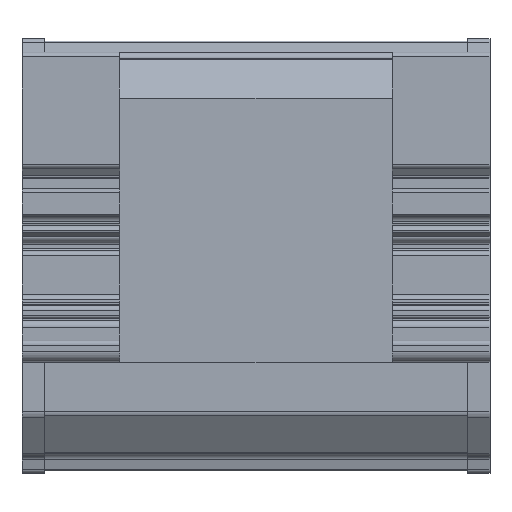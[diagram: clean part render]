
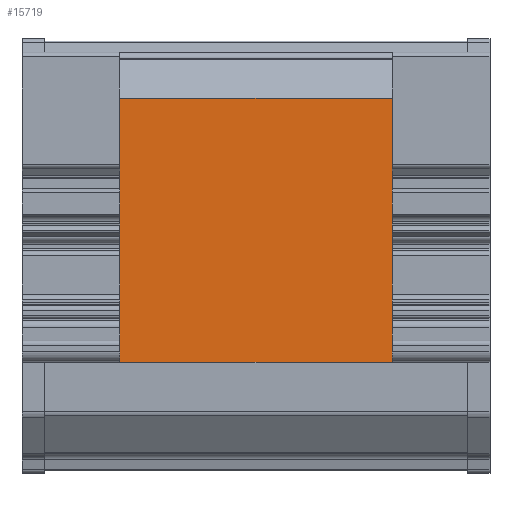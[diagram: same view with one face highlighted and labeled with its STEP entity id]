
A CAD part, front view. The second image highlights one B-rep face of the part: STEP entity #15719.
In plain terms, the highlighted planar face has unit normal (0, -1, 0).
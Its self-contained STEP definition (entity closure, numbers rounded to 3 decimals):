
#453 = CARTESIAN_POINT ( 'NONE',  ( -27.166, 11.076, -11.853 ) ) ;
#538 = LINE ( 'NONE', #18262, #2959 ) ;
#1493 = DIRECTION ( 'NONE',  ( 1., 0., 0. ) ) ;
#2111 = VECTOR ( 'NONE', #10217, 1000. ) ;
#2420 = DIRECTION ( 'NONE',  ( 0., -1., 0. ) ) ;
#2463 = ORIENTED_EDGE ( 'NONE', *, *, #10490, .T. ) ;
#2563 = LINE ( 'NONE', #7375, #2111 ) ;
#2959 = VECTOR ( 'NONE', #11152, 1000. ) ;
#3129 = VERTEX_POINT ( 'NONE', #11181 ) ;
#3544 = EDGE_CURVE ( 'NONE', #7168, #13240, #538, .T. ) ;
#6621 = PLANE ( 'NONE',  #16180 ) ;
#7161 = LINE ( 'NONE', #11661, #14206 ) ;
#7168 = VERTEX_POINT ( 'NONE', #18154 ) ;
#7375 = CARTESIAN_POINT ( 'NONE',  ( 27.166, 11.076, -11.853 ) ) ;
#7387 = ORIENTED_EDGE ( 'NONE', *, *, #17101, .F. ) ;
#7440 = VERTEX_POINT ( 'NONE', #10355 ) ;
#8041 = CARTESIAN_POINT ( 'NONE',  ( -42.244, 11.076, -11.853 ) ) ;
#10217 = DIRECTION ( 'NONE',  ( 0., 0., -1. ) ) ;
#10323 = DIRECTION ( 'NONE',  ( 1., 0., 0. ) ) ;
#10355 = CARTESIAN_POINT ( 'NONE',  ( 27.166, 11.076, -11.853 ) ) ;
#10490 = EDGE_CURVE ( 'NONE', #7168, #3129, #7161, .T. ) ;
#10532 = ORIENTED_EDGE ( 'NONE', *, *, #3544, .F. ) ;
#11152 = DIRECTION ( 'NONE',  ( 0., 0., 1. ) ) ;
#11181 = CARTESIAN_POINT ( 'NONE',  ( 27.166, 11.076, -64.527 ) ) ;
#11661 = CARTESIAN_POINT ( 'NONE',  ( -42.244, 11.076, -64.527 ) ) ;
#12296 = DIRECTION ( 'NONE',  ( 0., 0., -1. ) ) ;
#13240 = VERTEX_POINT ( 'NONE', #453 ) ;
#13365 = LINE ( 'NONE', #16991, #17112 ) ;
#14206 = VECTOR ( 'NONE', #10323, 1000. ) ;
#15719 = ADVANCED_FACE ( 'NONE', ( #18265 ), #6621, .T. ) ;
#16180 = AXIS2_PLACEMENT_3D ( 'NONE', #8041, #2420, #12296 ) ;
#16318 = ORIENTED_EDGE ( 'NONE', *, *, #16650, .F. ) ;
#16650 = EDGE_CURVE ( 'NONE', #7440, #3129, #2563, .T. ) ;
#16991 = CARTESIAN_POINT ( 'NONE',  ( -42.244, 11.076, -11.853 ) ) ;
#17101 = EDGE_CURVE ( 'NONE', #13240, #7440, #13365, .T. ) ;
#17112 = VECTOR ( 'NONE', #1493, 1000. ) ;
#17994 = EDGE_LOOP ( 'NONE', ( #16318, #7387, #10532, #2463 ) ) ;
#18154 = CARTESIAN_POINT ( 'NONE',  ( -27.166, 11.076, -64.527 ) ) ;
#18262 = CARTESIAN_POINT ( 'NONE',  ( -27.166, 11.076, -11.695 ) ) ;
#18265 = FACE_OUTER_BOUND ( 'NONE', #17994, .T. ) ;
